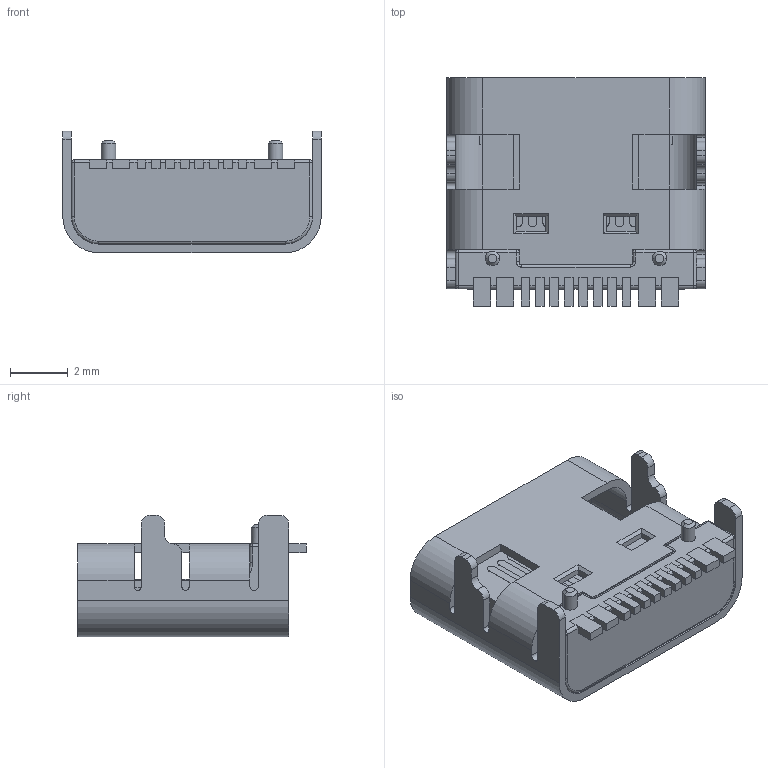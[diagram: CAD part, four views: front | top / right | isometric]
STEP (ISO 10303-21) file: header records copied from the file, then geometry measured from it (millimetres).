
FILE_DESCRIPTION (( 'STEP AP214' ), '1' );
FILE_NAME ('AD9824EE-A1B5-4CCE-9758-A42332E2A0C6.STEP', '2024-01-10T06:11:26', ( '' ), ( '' ), 'SwSTEP 2.0', 'SolidWorks 2022', '' );
FILE_SCHEMA (( 'AUTOMOTIVE_DESIGN' ));
Length unit declared in the file: millimetre
Products named in the file (1): AD9824EE-A1B5-4CCE-9758-A42332E2A0C6
Bounding box: 8.94 x 7.9 x 4.2 mm (x, y, z)
Volume: 115 mm3; surface area: 562.7 mm2
Topology: 24 solids, 24 shells, 391 faces, 974 edges, 618 vertices
Faces by surface type: plane 267, cylinder 96, bspline 20, cone 8
Entity records: 12120 total; most frequent: CARTESIAN_POINT 2384, ORIENTED_EDGE 1932, DIRECTION 1892, EDGE_CURVE 966, VECTOR 748, LINE 748, VERTEX_POINT 618, AXIS2_PLACEMENT_3D 572
